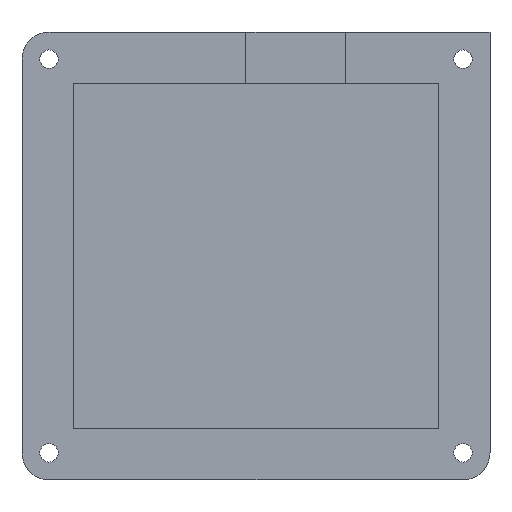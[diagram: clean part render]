
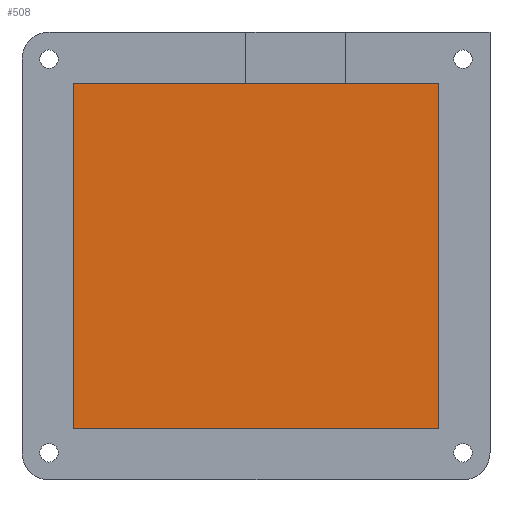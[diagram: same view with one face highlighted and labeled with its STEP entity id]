
A CAD part, top view. The second image highlights one B-rep face of the part: STEP entity #508.
In plain terms, the highlighted planar face has unit normal (0, 0, 1).
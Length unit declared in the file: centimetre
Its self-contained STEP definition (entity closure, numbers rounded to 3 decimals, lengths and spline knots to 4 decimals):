
#37=PLANE('',#562);
#58=FACE_OUTER_BOUND('',#91,.T.);
#91=EDGE_LOOP('',(#405,#406,#407,#408));
#148=LINE('',#833,#195);
#149=LINE('',#835,#196);
#150=LINE('',#837,#197);
#151=LINE('',#838,#198);
#195=VECTOR('',#668,1.);
#196=VECTOR('',#669,1.);
#197=VECTOR('',#670,1.);
#198=VECTOR('',#671,1.);
#265=VERTEX_POINT('',#831);
#266=VERTEX_POINT('',#832);
#267=VERTEX_POINT('',#834);
#268=VERTEX_POINT('',#836);
#320=EDGE_CURVE('',#265,#266,#148,.T.);
#321=EDGE_CURVE('',#267,#265,#149,.T.);
#322=EDGE_CURVE('',#268,#267,#150,.T.);
#323=EDGE_CURVE('',#266,#268,#151,.T.);
#405=ORIENTED_EDGE('',*,*,#320,.F.);
#406=ORIENTED_EDGE('',*,*,#321,.F.);
#407=ORIENTED_EDGE('',*,*,#322,.F.);
#408=ORIENTED_EDGE('',*,*,#323,.F.);
#508=ADVANCED_FACE('',(#58),#37,.T.);
#562=AXIS2_PLACEMENT_3D('',#830,#666,#667);
#666=DIRECTION('center_axis',(0.,0.,1.));
#667=DIRECTION('ref_axis',(1.,0.,0.));
#668=DIRECTION('',(-1.,0.,0.));
#669=DIRECTION('',(0.,-1.,0.));
#670=DIRECTION('',(1.,0.,0.));
#671=DIRECTION('',(0.,1.,0.));
#830=CARTESIAN_POINT('Origin',(-0.0957,0.4969,0.3));
#831=CARTESIAN_POINT('',(3.2881,-2.6995,0.3));
#832=CARTESIAN_POINT('',(-3.4794,-2.6995,0.3));
#833=CARTESIAN_POINT('',(1.5962,-2.6995,0.3));
#834=CARTESIAN_POINT('',(3.2881,3.6933,0.3));
#835=CARTESIAN_POINT('',(3.2881,2.0951,0.3));
#836=CARTESIAN_POINT('',(-3.4794,3.6933,0.3));
#837=CARTESIAN_POINT('',(-1.7875,3.6933,0.3));
#838=CARTESIAN_POINT('',(-3.4794,-1.1013,0.3));
